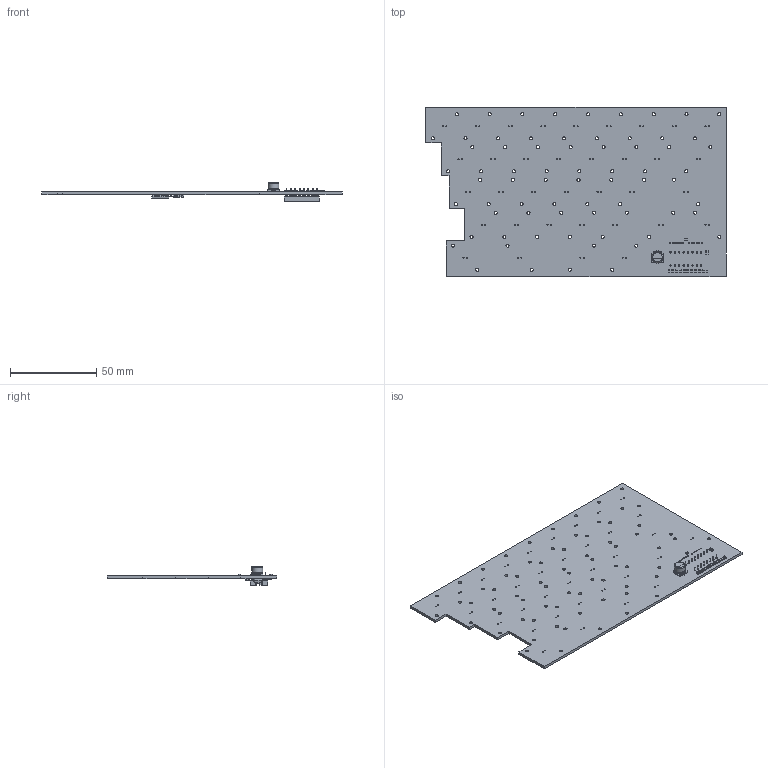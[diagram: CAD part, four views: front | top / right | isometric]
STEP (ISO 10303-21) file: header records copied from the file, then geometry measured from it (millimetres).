
FILE_DESCRIPTION(('KiCad electronic assembly'),'2;1');
FILE_NAME('righthand.step','2020-05-24T01:44:24',('An Author'),( 'A Company'),'Open CASCADE STEP processor 6.9', 'KiCad to STEP converter','Unknown');
FILE_SCHEMA(('AUTOMOTIVE_DESIGN { 1 0 10303 214 1 1 1 1 }'));
Length unit declared in the file: millimetre
Products named in the file (14): Open CASCADE STEP translator 6.9 1; C_0603_1608Metric; SOLID; CP_Elec_6.3x5.4_Nichicon; SOP-16_4.4x10.4mm_P1.27mm; SO-8_5.3x6.2mm_P1.27mm; DIP-16_W7.62mm_Socket; R_0603_1608Metric; COMPOUND
Assembly tree (41 placements, depth 3):
  Open CASCADE STEP translator 6.9 1
    C_0603_1608Metric  x13
      SOLID
    CP_Elec_6.3x5.4_Nichicon
      SOLID
    SOP-16_4.4x10.4mm_P1.27mm
      SOLID
    SO-8_5.3x6.2mm_P1.27mm
      SOLID
    DIP-16_W7.62mm_Socket
      SOLID
    R_0603_1608Metric  x17
      SOLID
    COMPOUND
Bounding box: 174.4 x 98.2 x 11.11 mm (x, y, z)
Volume: 26028.8 mm3; surface area: 34973.5 mm2
Topology: 35 solids, 35 shells, 1764 faces, 4503 edges, 2916 vertices
Faces by surface type: plane 923, cylinder 714, bspline 74, cone 48, torus 4, revolution 1
Full cylindrical faces by diameter (mm): 0.4 x1, 0.5 x1, 0.508 x32, 0.6 x35, 0.7 x12, 0.8 x16, 1.524 x16, 1.724 x16, 1.8 x70, 6.3 x2
Entity records: 70739 total; most frequent: CARTESIAN_POINT 12914, DIRECTION 9882, LINE 5339, VECTOR 5339, ORIENTED_EDGE 5102, PCURVE 5102, DEFINITIONAL_REPRESENTATION 5102, EDGE_CURVE 2551
